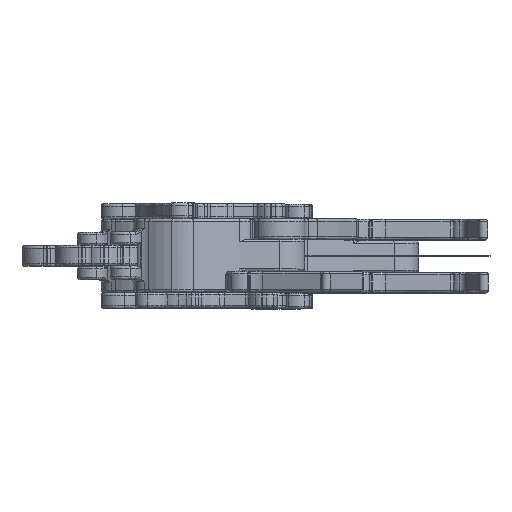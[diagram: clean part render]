
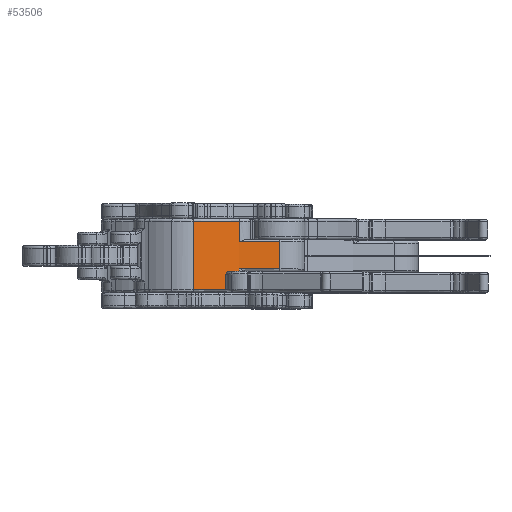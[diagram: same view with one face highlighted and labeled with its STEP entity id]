
A CAD part, top view. The second image highlights one B-rep face of the part: STEP entity #53506.
In plain terms, the highlighted free-form (B-spline) face has degree [2, 1] with [3, 2] control points.
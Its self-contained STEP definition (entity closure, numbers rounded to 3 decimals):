
#52980 = VERTEX_POINT('',#52981);
#52981 = CARTESIAN_POINT('',(-436.938,141.607,
    2968.804));
#53008 = EDGE_CURVE('',#52980,#53009,#53011,.T.);
#53009 = VERTEX_POINT('',#53010);
#53010 = CARTESIAN_POINT('',(-246.106,141.607,
    2929.628));
#53011 = ( BOUNDED_CURVE() B_SPLINE_CURVE(2,(#53012,#53013,#53014),
.UNSPECIFIED.,.F.,.F.) B_SPLINE_CURVE_WITH_KNOTS((3,3),(0.,
0.122),.PIECEWISE_BEZIER_KNOTS.) CURVE() 
GEOMETRIC_REPRESENTATION_ITEM() RATIONAL_B_SPLINE_CURVE((1.,
0.998,1.)) REPRESENTATION_ITEM('') );
#53012 = CARTESIAN_POINT('',(-436.938,141.607,
    2968.804));
#53013 = CARTESIAN_POINT('',(-342.72,141.607,
    2943.38));
#53014 = CARTESIAN_POINT('',(-246.106,141.607,
    2929.628));
#53403 = VERTEX_POINT('',#53404);
#53404 = CARTESIAN_POINT('',(-246.106,-141.607,
    2929.628));
#53431 = EDGE_CURVE('',#53403,#53432,#53434,.T.);
#53432 = VERTEX_POINT('',#53433);
#53433 = CARTESIAN_POINT('',(-436.938,-141.607,
    2968.804));
#53434 = ( BOUNDED_CURVE() B_SPLINE_CURVE(2,(#53435,#53436,#53437),
.UNSPECIFIED.,.F.,.F.) B_SPLINE_CURVE_WITH_KNOTS((3,3),(0.,
0.122),.PIECEWISE_BEZIER_KNOTS.) CURVE() 
GEOMETRIC_REPRESENTATION_ITEM() RATIONAL_B_SPLINE_CURVE((1.,
0.998,1.)) REPRESENTATION_ITEM('') );
#53435 = CARTESIAN_POINT('',(-246.106,-141.607,
    2929.628));
#53436 = CARTESIAN_POINT('',(-342.72,-141.607,
    2943.38));
#53437 = CARTESIAN_POINT('',(-436.938,-141.607,
    2968.804));
#53494 = EDGE_CURVE('',#53432,#52980,#53495,.T.);
#53495 = B_SPLINE_CURVE_WITH_KNOTS('',1,(#53496,#53497),.UNSPECIFIED.,
  .F.,.F.,(2,2),(0.,265.),.PIECEWISE_BEZIER_KNOTS.);
#53496 = CARTESIAN_POINT('',(-436.938,-141.607,
    2968.804));
#53497 = CARTESIAN_POINT('',(-436.938,141.607,
    2968.804));
#53506 = ADVANCED_FACE('',(#53507),#53547,.F.);
#53507 = FACE_BOUND('',#53508,.F.);
#53508 = EDGE_LOOP('',(#53509,#53510,#53517,#53525,#53532,#53540,#53545,
    #53546));
#53509 = ORIENTED_EDGE('',*,*,#53008,.T.);
#53510 = ORIENTED_EDGE('',*,*,#53511,.F.);
#53511 = EDGE_CURVE('',#53512,#53009,#53514,.T.);
#53512 = VERTEX_POINT('',#53513);
#53513 = CARTESIAN_POINT('',(-246.106,56.109,
    2929.628));
#53514 = B_SPLINE_CURVE_WITH_KNOTS('',1,(#53515,#53516),.UNSPECIFIED.,
  .F.,.F.,(2,2),(0.,80.),.PIECEWISE_BEZIER_KNOTS.);
#53515 = CARTESIAN_POINT('',(-246.106,56.109,
    2929.628));
#53516 = CARTESIAN_POINT('',(-246.106,141.607,
    2929.628));
#53517 = ORIENTED_EDGE('',*,*,#53518,.F.);
#53518 = EDGE_CURVE('',#53519,#53512,#53521,.T.);
#53519 = VERTEX_POINT('',#53520);
#53520 = CARTESIAN_POINT('',(-78.143,56.109,
    2914.722));
#53521 = ( BOUNDED_CURVE() B_SPLINE_CURVE(2,(#53522,#53523,#53524),
.UNSPECIFIED.,.F.,.F.) B_SPLINE_CURVE_WITH_KNOTS((3,3),(0.,0.106
),.PIECEWISE_BEZIER_KNOTS.) CURVE() GEOMETRIC_REPRESENTATION_ITEM() 
RATIONAL_B_SPLINE_CURVE((1.,0.999,1.)) REPRESENTATION_ITEM('') 
  );
#53522 = CARTESIAN_POINT('',(-78.143,56.109,
    2914.722));
#53523 = CARTESIAN_POINT('',(-162.519,56.109,
    2917.731));
#53524 = CARTESIAN_POINT('',(-246.106,56.109,
    2929.628));
#53525 = ORIENTED_EDGE('',*,*,#53526,.F.);
#53526 = EDGE_CURVE('',#53527,#53519,#53529,.T.);
#53527 = VERTEX_POINT('',#53528);
#53528 = CARTESIAN_POINT('',(-78.143,-56.109,
    2914.722));
#53529 = B_SPLINE_CURVE_WITH_KNOTS('',1,(#53530,#53531),.UNSPECIFIED.,
  .F.,.F.,(2,2),(0.,105.),.PIECEWISE_BEZIER_KNOTS.);
#53530 = CARTESIAN_POINT('',(-78.143,-56.109,
    2914.722));
#53531 = CARTESIAN_POINT('',(-78.143,56.109,
    2914.722));
#53532 = ORIENTED_EDGE('',*,*,#53533,.T.);
#53533 = EDGE_CURVE('',#53527,#53534,#53536,.T.);
#53534 = VERTEX_POINT('',#53535);
#53535 = CARTESIAN_POINT('',(-246.106,-56.109,
    2929.628));
#53536 = ( BOUNDED_CURVE() B_SPLINE_CURVE(2,(#53537,#53538,#53539),
.UNSPECIFIED.,.F.,.F.) B_SPLINE_CURVE_WITH_KNOTS((3,3),(0.,0.106
),.PIECEWISE_BEZIER_KNOTS.) CURVE() GEOMETRIC_REPRESENTATION_ITEM() 
RATIONAL_B_SPLINE_CURVE((1.,0.999,1.)) REPRESENTATION_ITEM('') 
  );
#53537 = CARTESIAN_POINT('',(-78.143,-56.109,
    2914.722));
#53538 = CARTESIAN_POINT('',(-162.519,-56.109,
    2917.731));
#53539 = CARTESIAN_POINT('',(-246.106,-56.109,
    2929.628));
#53540 = ORIENTED_EDGE('',*,*,#53541,.F.);
#53541 = EDGE_CURVE('',#53403,#53534,#53542,.T.);
#53542 = B_SPLINE_CURVE_WITH_KNOTS('',1,(#53543,#53544),.UNSPECIFIED.,
  .F.,.F.,(2,2),(0.,80.),.PIECEWISE_BEZIER_KNOTS.);
#53543 = CARTESIAN_POINT('',(-246.106,-141.607,
    2929.628));
#53544 = CARTESIAN_POINT('',(-246.106,-56.109,
    2929.628));
#53545 = ORIENTED_EDGE('',*,*,#53431,.T.);
#53546 = ORIENTED_EDGE('',*,*,#53494,.T.);
#53547 = ( BOUNDED_SURFACE() B_SPLINE_SURFACE(2,1,(
    (#53548,#53549)
    ,(#53550,#53551)
    ,(#53552,#53553
)),.UNSPECIFIED.,.F.,.F.,.F.) B_SPLINE_SURFACE_WITH_KNOTS((3,3),(2,2),(
    1.623,1.851),(10.,275.),.PIECEWISE_BEZIER_KNOTS.) 
GEOMETRIC_REPRESENTATION_ITEM() RATIONAL_B_SPLINE_SURFACE((
    (1.,1.)
    ,(0.994,0.994)
,(1.,1.))) REPRESENTATION_ITEM('') SURFACE() );
#53548 = CARTESIAN_POINT('',(-78.143,-141.607,
    2914.722));
#53549 = CARTESIAN_POINT('',(-78.143,141.607,
    2914.722));
#53550 = CARTESIAN_POINT('',(-260.635,-141.607,
    2921.23));
#53551 = CARTESIAN_POINT('',(-260.635,141.607,
    2921.23));
#53552 = CARTESIAN_POINT('',(-436.938,-141.607,
    2968.804));
#53553 = CARTESIAN_POINT('',(-436.938,141.607,
    2968.804));
